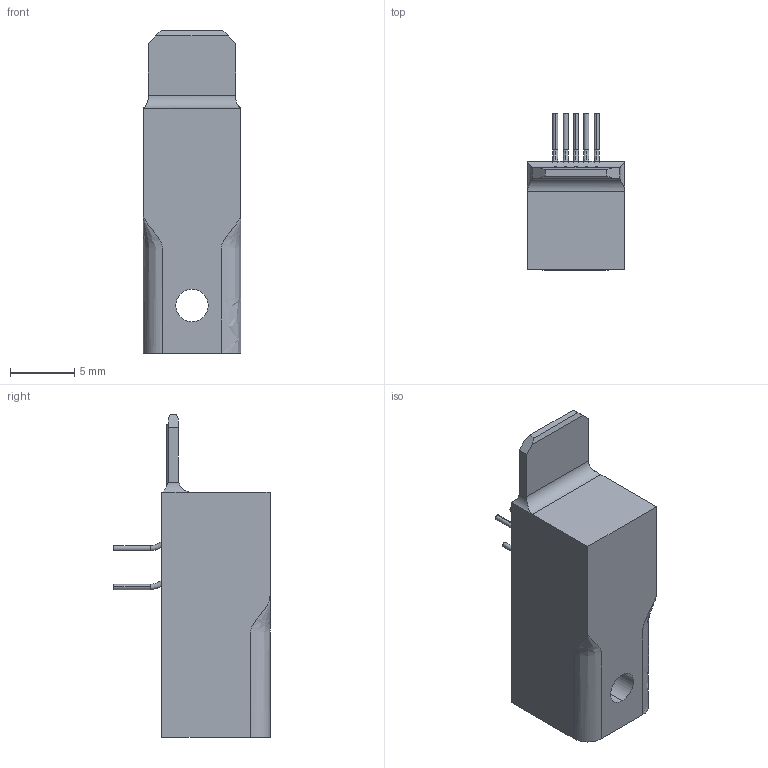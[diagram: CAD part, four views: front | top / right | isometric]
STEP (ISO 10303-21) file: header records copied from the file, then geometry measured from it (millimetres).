
FILE_DESCRIPTION (( 'STEP AP214' ), '1' );
FILE_NAME ('21072~0.STEP', '2018-08-22T05:37:45', ( '' ), ( '' ), 'SwSTEP 2.0', 'SolidWorks 2018', '' );
FILE_SCHEMA (( 'AUTOMOTIVE_DESIGN' ));
Length unit declared in the file: millimetre
Products named in the file (1): 21072~0
Bounding box: 7.55 x 12.1 x 25 mm (x, y, z)
Volume: 1204.4 mm3; surface area: 967.2 mm2
Topology: 6 solids, 6 shells, 103 faces, 243 edges, 150 vertices
Faces by surface type: plane 65, cylinder 26, bspline 12
Entity records: 4505 total; most frequent: CARTESIAN_POINT 1239, ORIENTED_EDGE 482, DIRECTION 452, EDGE_CURVE 241, AXIS2_PLACEMENT_3D 159, VERTEX_POINT 150, LINE 134, VECTOR 134
